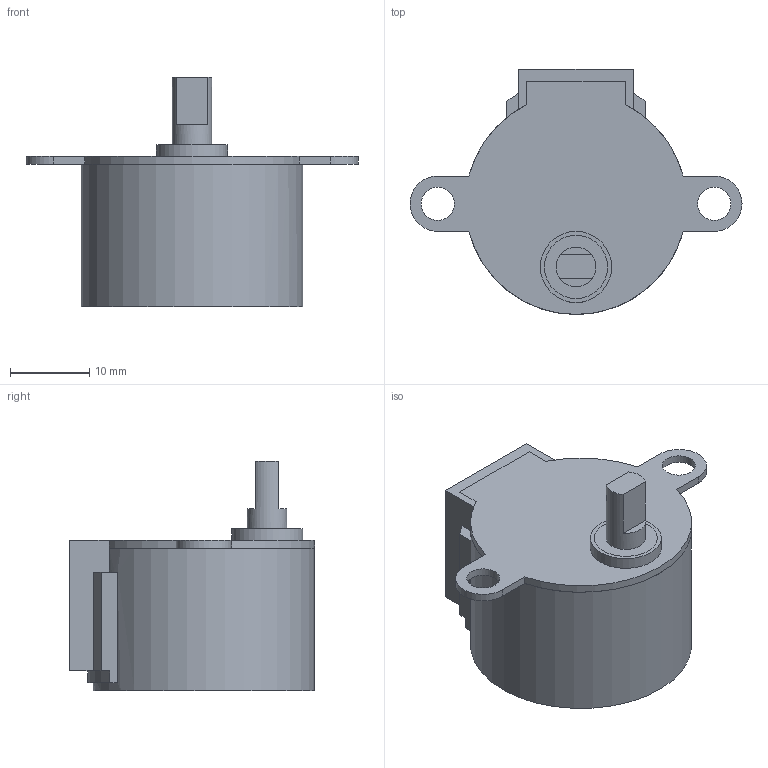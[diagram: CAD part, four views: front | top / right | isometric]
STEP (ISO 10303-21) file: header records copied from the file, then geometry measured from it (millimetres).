
FILE_DESCRIPTION(/* description */ (''),/* implementation_level */ '2;1');
FILE_NAME(/* name */ '28BYJ-48_5VDC.step',/* time_stamp */ '2022-07-10T00:12:14+08:00',/* author */ (''),/* organization */ (''),/* preprocessor_version */ 'ST-DEVELOPER v19',/* originating_system */ 'Autodesk Translation Framework v11.7.0.108',/* authorisation */ '');
FILE_SCHEMA (('AUTOMOTIVE_DESIGN { 1 0 10303 214 3 1 1 }'));
Length unit declared in the file: millimetre
Products named in the file (1): 28BYJ-48_5VDC
Bounding box: 42 x 31 x 29 mm (x, y, z)
Volume: 12957.3 mm3; surface area: 5248.3 mm2
Topology: 25 solids, 25 shells, 792 faces, 2128 edges, 1418 vertices
Faces by surface type: bspline 444, plane 325, cylinder 23
Full cylindrical faces by diameter (mm): 1 x5, 4.2 x2, 5 x1, 8 x2, 9 x1, 28 x1
Entity records: 28901 total; most frequent: CARTESIAN_POINT 11887, ORIENTED_EDGE 4256, EDGE_CURVE 2128, DIRECTION 1994, VERTEX_POINT 1418, LINE 1184, VECTOR 1184, B_SPLINE_CURVE_WITH_KNOTS 888
